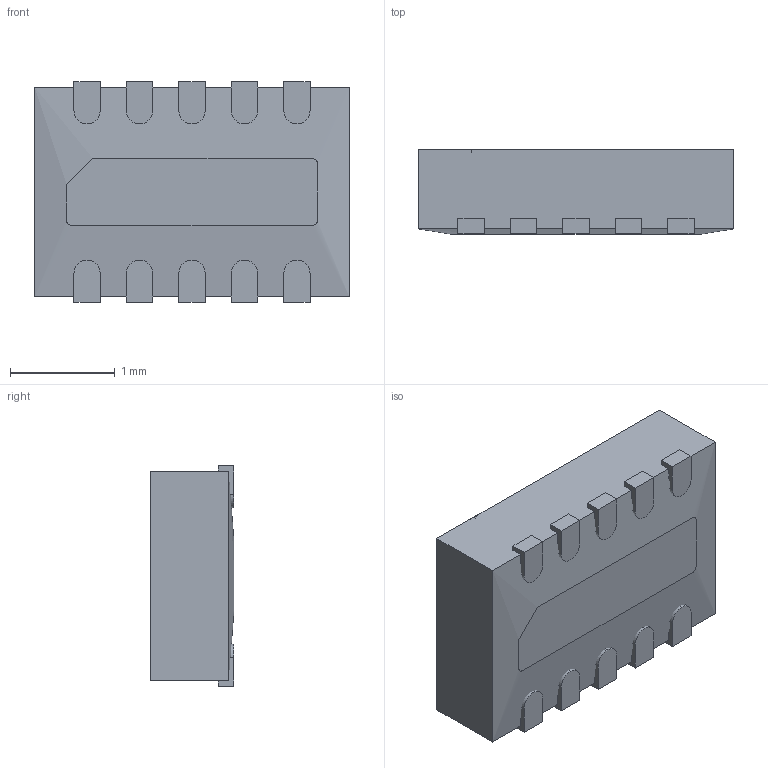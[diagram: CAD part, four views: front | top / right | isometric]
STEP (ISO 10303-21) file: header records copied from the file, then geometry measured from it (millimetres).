
FILE_DESCRIPTION (( 'STEP AP214' ), '1' );
FILE_NAME ( 'SON_11_P50_300X200X80L40X25T239X64L.STEP', '2018-12-16T21:02:25', ( '' ), ( '' ), 'Part was generated with the free Library Expert Lite available at www.PCBLibraries.com. Removing line will violate the End User License Agreement.', '©2017 PCB Libraries, Inc.', '' );
FILE_SCHEMA (( 'AUTOMOTIVE_DESIGN' ));
Length unit declared in the file: millimetre
Products named in the file (1): SON_11_P50_300X200X80L40X25T239X64L
Bounding box: 3 x 0.8 x 2.1 mm (x, y, z)
Volume: 4.6 mm3; surface area: 27.9 mm2
Topology: 12 solids, 12 shells, 118 faces, 277 edges, 184 vertices
Faces by surface type: plane 90, cylinder 26, torus 2
Entity records: 3819 total; most frequent: CARTESIAN_POINT 579, DIRECTION 572, ORIENTED_EDGE 552, EDGE_CURVE 276, VECTOR 218, LINE 218, VERTEX_POINT 184, AXIS2_PLACEMENT_3D 177
